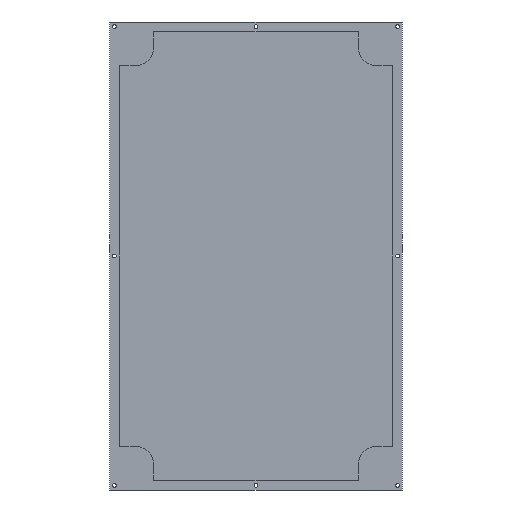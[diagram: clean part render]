
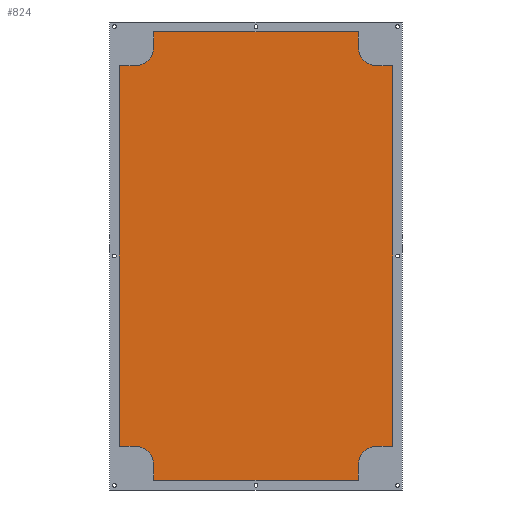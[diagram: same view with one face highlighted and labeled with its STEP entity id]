
A CAD part, front view. The second image highlights one B-rep face of the part: STEP entity #824.
In plain terms, the highlighted planar face has unit normal (0, -1, 0).
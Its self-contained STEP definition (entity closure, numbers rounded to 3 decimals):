
#31=LINE('',#1287,#99);
#36=LINE('',#1301,#104);
#39=LINE('',#1307,#107);
#42=LINE('',#1313,#110);
#46=LINE('',#1325,#114);
#49=LINE('',#1331,#117);
#52=LINE('',#1337,#120);
#56=LINE('',#1349,#124);
#59=LINE('',#1355,#127);
#62=LINE('',#1361,#130);
#66=LINE('',#1373,#134);
#69=LINE('',#1378,#137);
#99=VECTOR('',#1067,10.);
#104=VECTOR('',#1080,10.);
#107=VECTOR('',#1085,10.);
#110=VECTOR('',#1090,10.);
#114=VECTOR('',#1102,10.);
#117=VECTOR('',#1107,10.);
#120=VECTOR('',#1112,10.);
#124=VECTOR('',#1124,10.);
#127=VECTOR('',#1129,10.);
#130=VECTOR('',#1134,10.);
#134=VECTOR('',#1146,10.);
#137=VECTOR('',#1151,10.);
#242=FACE_OUTER_BOUND('',#314,.T.);
#314=EDGE_LOOP('',(#735,#736,#737,#738,#739,#740,#741,#742,#743,#744,#745,
#746,#747,#748,#749,#750));
#347=CIRCLE('',#906,16.6);
#349=CIRCLE('',#912,16.6);
#351=CIRCLE('',#918,16.6);
#353=CIRCLE('',#924,16.6);
#387=VERTEX_POINT('',#1285);
#388=VERTEX_POINT('',#1286);
#391=VERTEX_POINT('',#1294);
#393=VERTEX_POINT('',#1300);
#395=VERTEX_POINT('',#1306);
#397=VERTEX_POINT('',#1312);
#399=VERTEX_POINT('',#1318);
#401=VERTEX_POINT('',#1324);
#403=VERTEX_POINT('',#1330);
#405=VERTEX_POINT('',#1336);
#407=VERTEX_POINT('',#1342);
#409=VERTEX_POINT('',#1348);
#411=VERTEX_POINT('',#1354);
#413=VERTEX_POINT('',#1360);
#415=VERTEX_POINT('',#1366);
#417=VERTEX_POINT('',#1372);
#475=EDGE_CURVE('',#387,#388,#31,.T.);
#479=EDGE_CURVE('',#391,#387,#347,.T.);
#482=EDGE_CURVE('',#393,#391,#36,.T.);
#485=EDGE_CURVE('',#395,#393,#39,.T.);
#488=EDGE_CURVE('',#397,#395,#42,.T.);
#491=EDGE_CURVE('',#399,#397,#349,.T.);
#494=EDGE_CURVE('',#401,#399,#46,.T.);
#497=EDGE_CURVE('',#403,#401,#49,.T.);
#500=EDGE_CURVE('',#405,#403,#52,.T.);
#503=EDGE_CURVE('',#407,#405,#351,.T.);
#506=EDGE_CURVE('',#409,#407,#56,.T.);
#509=EDGE_CURVE('',#411,#409,#59,.T.);
#512=EDGE_CURVE('',#413,#411,#62,.T.);
#515=EDGE_CURVE('',#415,#413,#353,.T.);
#518=EDGE_CURVE('',#417,#415,#66,.T.);
#521=EDGE_CURVE('',#388,#417,#69,.T.);
#735=ORIENTED_EDGE('',*,*,#475,.T.);
#736=ORIENTED_EDGE('',*,*,#521,.T.);
#737=ORIENTED_EDGE('',*,*,#518,.T.);
#738=ORIENTED_EDGE('',*,*,#515,.T.);
#739=ORIENTED_EDGE('',*,*,#512,.T.);
#740=ORIENTED_EDGE('',*,*,#509,.T.);
#741=ORIENTED_EDGE('',*,*,#506,.T.);
#742=ORIENTED_EDGE('',*,*,#503,.T.);
#743=ORIENTED_EDGE('',*,*,#500,.T.);
#744=ORIENTED_EDGE('',*,*,#497,.T.);
#745=ORIENTED_EDGE('',*,*,#494,.T.);
#746=ORIENTED_EDGE('',*,*,#491,.T.);
#747=ORIENTED_EDGE('',*,*,#488,.T.);
#748=ORIENTED_EDGE('',*,*,#485,.T.);
#749=ORIENTED_EDGE('',*,*,#482,.T.);
#750=ORIENTED_EDGE('',*,*,#479,.T.);
#777=PLANE('',#934);
#824=ADVANCED_FACE('',(#242),#777,.F.);
#906=AXIS2_PLACEMENT_3D('',#1295,#1073,#1074);
#912=AXIS2_PLACEMENT_3D('',#1319,#1095,#1096);
#918=AXIS2_PLACEMENT_3D('',#1343,#1117,#1118);
#924=AXIS2_PLACEMENT_3D('',#1367,#1139,#1140);
#934=AXIS2_PLACEMENT_3D('',#1406,#1177,#1178);
#1067=DIRECTION('',(1.,0.,0.));
#1073=DIRECTION('center_axis',(0.,1.,0.));
#1074=DIRECTION('ref_axis',(1.,0.,0.));
#1080=DIRECTION('',(0.,0.,1.));
#1085=DIRECTION('',(1.,0.,0.));
#1090=DIRECTION('',(0.,0.,-1.));
#1095=DIRECTION('center_axis',(0.,1.,0.));
#1096=DIRECTION('ref_axis',(1.,0.,0.));
#1102=DIRECTION('',(1.,0.,0.));
#1107=DIRECTION('',(0.,0.,-1.));
#1112=DIRECTION('',(-1.,0.,0.));
#1117=DIRECTION('center_axis',(0.,1.,0.));
#1118=DIRECTION('ref_axis',(1.,0.,0.));
#1124=DIRECTION('',(0.,0.,-1.));
#1129=DIRECTION('',(-1.,0.,0.));
#1134=DIRECTION('',(0.,0.,1.));
#1139=DIRECTION('center_axis',(0.,1.,0.));
#1140=DIRECTION('ref_axis',(1.,0.,0.));
#1146=DIRECTION('',(-1.,0.,0.));
#1151=DIRECTION('',(0.,0.,1.));
#1177=DIRECTION('center_axis',(0.,1.,0.));
#1178=DIRECTION('ref_axis',(0.,0.,1.));
#1285=CARTESIAN_POINT('',(104.,0.,-162.4));
#1286=CARTESIAN_POINT('',(116.8,0.,-162.4));
#1287=CARTESIAN_POINT('',(52.,0.,-162.4));
#1294=CARTESIAN_POINT('',(87.4,0.,-179.));
#1295=CARTESIAN_POINT('Origin',(104.,0.,-179.));
#1300=CARTESIAN_POINT('',(87.4,0.,-191.8));
#1301=CARTESIAN_POINT('',(87.4,0.,-95.9));
#1306=CARTESIAN_POINT('',(-87.4,0.,-191.8));
#1307=CARTESIAN_POINT('',(-43.7,0.,-191.8));
#1312=CARTESIAN_POINT('',(-87.4,0.,-179.));
#1313=CARTESIAN_POINT('',(-87.4,0.,-89.5));
#1318=CARTESIAN_POINT('',(-104.,0.,-162.4));
#1319=CARTESIAN_POINT('Origin',(-104.,0.,-179.));
#1324=CARTESIAN_POINT('',(-116.8,0.,-162.4));
#1325=CARTESIAN_POINT('',(-58.4,0.,-162.4));
#1330=CARTESIAN_POINT('',(-116.8,0.,162.4));
#1331=CARTESIAN_POINT('',(-116.8,0.,81.2));
#1336=CARTESIAN_POINT('',(-104.,0.,162.4));
#1337=CARTESIAN_POINT('',(-52.,0.,162.4));
#1342=CARTESIAN_POINT('',(-87.4,0.,179.));
#1343=CARTESIAN_POINT('Origin',(-104.,0.,179.));
#1348=CARTESIAN_POINT('',(-87.4,0.,191.8));
#1349=CARTESIAN_POINT('',(-87.4,0.,95.9));
#1354=CARTESIAN_POINT('',(87.4,0.,191.8));
#1355=CARTESIAN_POINT('',(43.7,0.,191.8));
#1360=CARTESIAN_POINT('',(87.4,0.,179.));
#1361=CARTESIAN_POINT('',(87.4,0.,89.5));
#1366=CARTESIAN_POINT('',(104.,0.,162.4));
#1367=CARTESIAN_POINT('Origin',(104.,0.,179.));
#1372=CARTESIAN_POINT('',(116.8,0.,162.4));
#1373=CARTESIAN_POINT('',(58.4,0.,162.4));
#1378=CARTESIAN_POINT('',(116.8,0.,-81.2));
#1406=CARTESIAN_POINT('Origin',(0.,0.,0.));
